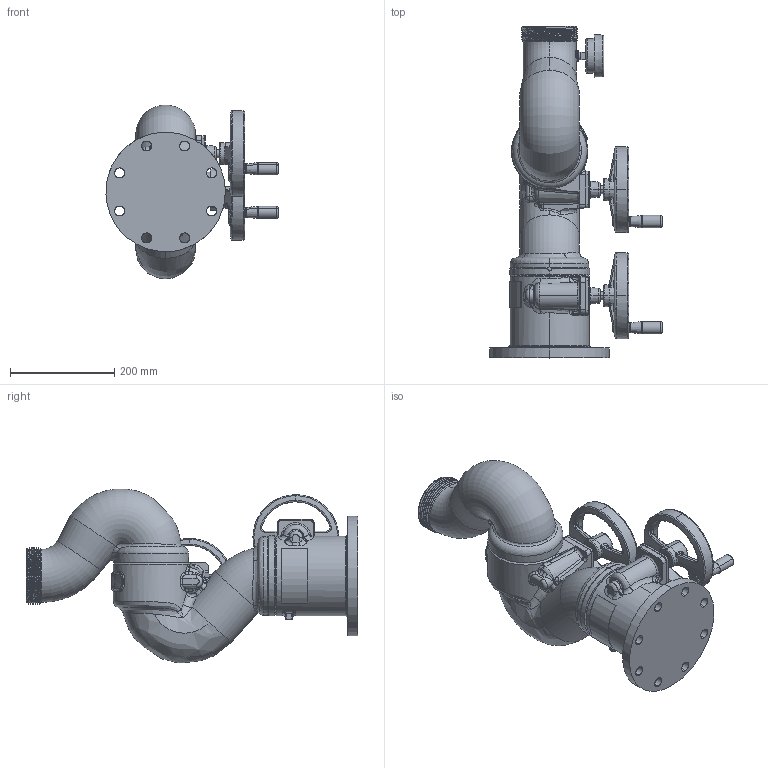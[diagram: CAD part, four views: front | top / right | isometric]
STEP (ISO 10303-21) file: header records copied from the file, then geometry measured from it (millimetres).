
FILE_DESCRIPTION (( 'STEP AP203' ), '1' );
FILE_NAME ('8294-021_ScorpionDD.STEP', '2010-07-26T23:43:40', ( 'Rick' ), ( '' ), 'SwSTEP 2.0', 'SolidWorks 2010', '' );
FILE_SCHEMA (( 'CONFIG_CONTROL_DESIGN' ));
Length unit declared in the file: inch
Products named in the file (16): 8294-021_ScorpionDD; MainAssembly1-10NULL; Products.Monitors.8294-02 (Scorpion) Dbl Wheel-8294-02082940218294-021 Scorpion20NULL; Release-Details 40000 - 4499944332000Label - Scorpion_Serial10NULL; Release-Details 60000 - 6499963930001Shaft - Worm (S_S)10NULL; Release-Details 10000 - 1499910442001Adapter - Flanged10NULL; tim-8297(2.0)80987101HANDWHEEL ASSY (BLACK) ALUM 8297(2.0)80NULL; tim-8297(2.0)36703101HANDLE-SPINNER (BLACK) ALUM 8297(2.0)10NULL; tim-8297(2.0)52018000CAPLUG (PLASTIC)10NULL; tim-8297(2.0)71235101HANDWHEEL-BLACK(ALUM) 0.625 BORE 8297(2.0)20NULL; Products.Monitors.8294-06 (Scorpion RF)-8294-06 RF33587000Gauge-Pressure20NULL; Products.Monitors.8294-04 (Scorpion) Electric-8294-0480978001OUTLET BODY SUB-ASSEMBLY 8294160NULL; Products.Monitors.8294-06 (Scorpion RF)-8294-06 RF17664001Body-Outlet (8294)90NULL; Release-Details 80000 - 8499981395001Inlet Body Sub-Assembly (8294-04)10NULL; Release-Details 80000 - 8499916728001Body-Base (Inlet) 8294-0410NULL; Products.Monitors.8294-04 (Scorpion) Electric-8294-0415590001BASE - Monitor 8294G80NULL
Assembly tree (18 placements, depth 5):
  8294-021_ScorpionDD
    MainAssembly1-10NULL
      Products.Monitors.8294-02 (Scorpion) Dbl Wheel-8294-02082940218294-021 Scorpion20NULL
        Release-Details 60000 - 6499963930001Shaft - Worm (S_S)10NULL  x2
        Products.Monitors.8294-06 (Scorpion RF)-8294-06 RF33587000Gauge-Pressure20NULL
        Release-Details 10000 - 1499910442001Adapter - Flanged10NULL  x2
        tim-8297(2.0)80987101HANDWHEEL ASSY (BLACK) ALUM 8297(2.0)80NULL  x2
          tim-8297(2.0)36703101HANDLE-SPINNER (BLACK) ALUM 8297(2.0)10NULL
          tim-8297(2.0)52018000CAPLUG (PLASTIC)10NULL
          tim-8297(2.0)71235101HANDWHEEL-BLACK(ALUM) 0.625 BORE 8297(2.0)20NULL
        Products.Monitors.8294-04 (Scorpion) Electric-8294-0480978001OUTLET BODY SUB-ASSEMBLY 8294160NULL
          Products.Monitors.8294-06 (Scorpion RF)-8294-06 RF17664001Body-Outlet (8294)90NULL
        Release-Details 80000 - 8499981395001Inlet Body Sub-Assembly (8294-04)10NULL
          Release-Details 80000 - 8499916728001Body-Base (Inlet) 8294-0410NULL
        Products.Monitors.8294-04 (Scorpion) Electric-8294-0415590001BASE - Monitor 8294G80NULL
        Release-Details 40000 - 4499944332000Label - Scorpion_Serial10NULL
Bounding box: 329.5 x 635.37 x 332.63 mm (x, y, z)
Volume: 7649540.9 mm3; surface area: 707069.9 mm2
Topology: 14 solids, 17 shells, 760 faces, 1814 edges, 1070 vertices
Faces by surface type: bspline 345, cylinder 154, plane 113, cone 81, torus 64, sphere 3
Entity records: 44053 total; most frequent: CARTESIAN_POINT 31338, ORIENTED_EDGE 2724, DIRECTION 1620, EDGE_CURVE 1365, VERTEX_POINT 823, B_SPLINE_CURVE_WITH_KNOTS 711, AXIS2_PLACEMENT_3D 674, EDGE_LOOP 602
